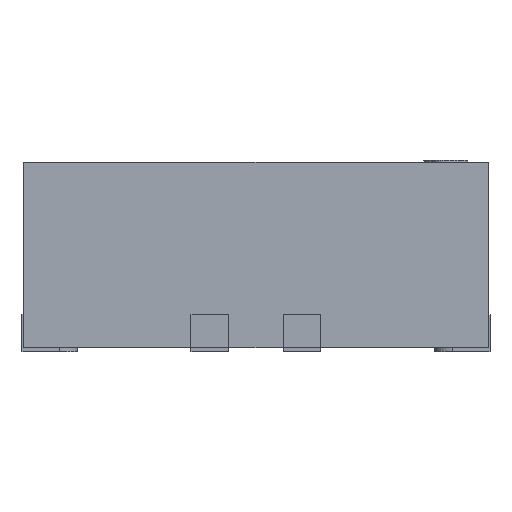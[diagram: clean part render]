
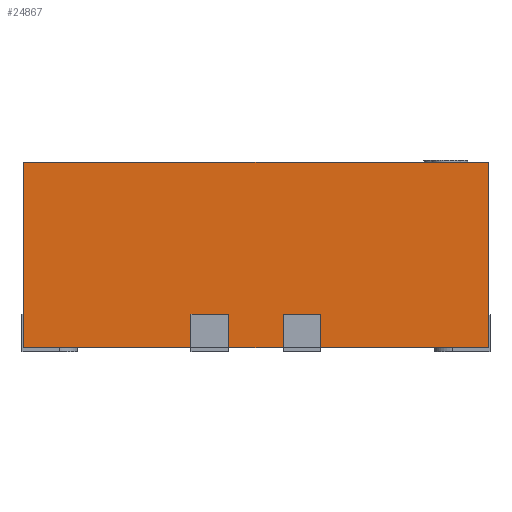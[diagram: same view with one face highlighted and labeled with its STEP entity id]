
A CAD part, left-side view. The second image highlights one B-rep face of the part: STEP entity #24867.
In plain terms, the highlighted planar face has unit normal (-1, 0, 0).
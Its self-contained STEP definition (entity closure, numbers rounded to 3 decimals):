
#68 = EDGE_CURVE ( 'NONE', #19737, #2032, #12768, .T. ) ;
#674 = EDGE_LOOP ( 'NONE', ( #12736, #17490, #939, #22174 ) ) ;
#939 = ORIENTED_EDGE ( 'NONE', *, *, #23099, .F. ) ;
#1370 = CARTESIAN_POINT ( 'NONE',  ( -1.75, 1.25, 1. ) ) ;
#1372 = VECTOR ( 'NONE', #14318, 1000. ) ;
#2032 = VERTEX_POINT ( 'NONE', #8414 ) ;
#3797 = PLANE ( 'NONE',  #16728 ) ;
#4330 = VERTEX_POINT ( 'NONE', #1370 ) ;
#8069 = CARTESIAN_POINT ( 'NONE',  ( -1.75, -1.25, 1. ) ) ;
#8414 = CARTESIAN_POINT ( 'NONE',  ( -1.75, -1.25, 0. ) ) ;
#8582 = LINE ( 'NONE', #14796, #14532 ) ;
#9788 = EDGE_CURVE ( 'NONE', #4330, #19737, #17717, .T. ) ;
#10367 = CARTESIAN_POINT ( 'NONE',  ( -1.75, -1.25, 1. ) ) ;
#10934 = VERTEX_POINT ( 'NONE', #8069 ) ;
#10947 = CARTESIAN_POINT ( 'NONE',  ( -1.75, -1.25, 0. ) ) ;
#12736 = ORIENTED_EDGE ( 'NONE', *, *, #68, .T. ) ;
#12768 = LINE ( 'NONE', #10947, #12918 ) ;
#12918 = VECTOR ( 'NONE', #18769, 1000. ) ;
#13401 = DIRECTION ( 'NONE',  ( 0., 0., -1. ) ) ;
#14318 = DIRECTION ( 'NONE',  ( 0., 0., -1. ) ) ;
#14532 = VECTOR ( 'NONE', #14653, 1000. ) ;
#14653 = DIRECTION ( 'NONE',  ( 0., -1., 0. ) ) ;
#14796 = CARTESIAN_POINT ( 'NONE',  ( -1.75, -1.25, 1. ) ) ;
#15718 = FACE_OUTER_BOUND ( 'NONE', #674, .T. ) ;
#16728 = AXIS2_PLACEMENT_3D ( 'NONE', #10367, #21936, #16820 ) ;
#16820 = DIRECTION ( 'NONE',  ( 0., 0., -1. ) ) ;
#17490 = ORIENTED_EDGE ( 'NONE', *, *, #23501, .F. ) ;
#17717 = LINE ( 'NONE', #25619, #19197 ) ;
#18769 = DIRECTION ( 'NONE',  ( 0., -1., 0. ) ) ;
#19197 = VECTOR ( 'NONE', #13401, 1000. ) ;
#19737 = VERTEX_POINT ( 'NONE', #22118 ) ;
#20196 = CARTESIAN_POINT ( 'NONE',  ( -1.75, -1.25, 1. ) ) ;
#21936 = DIRECTION ( 'NONE',  ( 1., 0., 0. ) ) ;
#22118 = CARTESIAN_POINT ( 'NONE',  ( -1.75, 1.25, 0. ) ) ;
#22174 = ORIENTED_EDGE ( 'NONE', *, *, #9788, .T. ) ;
#23099 = EDGE_CURVE ( 'NONE', #4330, #10934, #8582, .T. ) ;
#23501 = EDGE_CURVE ( 'NONE', #10934, #2032, #24214, .T. ) ;
#24214 = LINE ( 'NONE', #20196, #1372 ) ;
#24867 = ADVANCED_FACE ( 'NONE', ( #15718 ), #3797, .F. ) ;
#25619 = CARTESIAN_POINT ( 'NONE',  ( -1.75, 1.25, 1. ) ) ;
